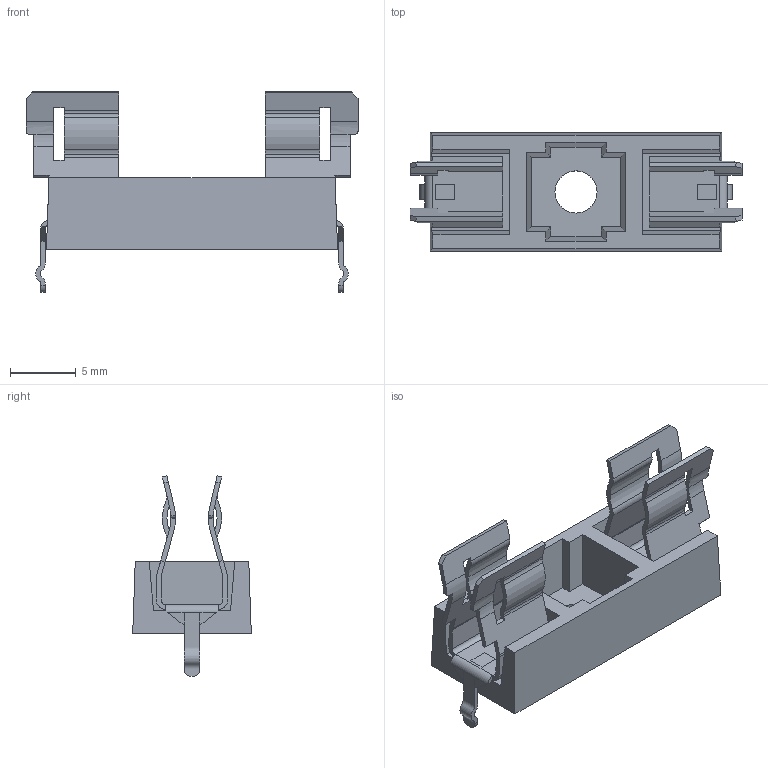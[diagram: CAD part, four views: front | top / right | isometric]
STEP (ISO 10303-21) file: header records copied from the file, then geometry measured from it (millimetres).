
FILE_DESCRIPTION(('FreeCAD Model'),'2;1');
FILE_NAME('Open CASCADE Shape Model','2023-08-30T15:00:00',(''),(''), 'Open CASCADE STEP processor 7.6','FreeCAD','Unknown');
FILE_SCHEMA(('AUTOMOTIVE_DESIGN { 1 0 10303 214 1 1 1 1 }'));
Length unit declared in the file: millimetre
Products named in the file (1): 4600001223
Bounding box: 25.2 x 9 x 15.2 mm (x, y, z)
Volume: 695.7 mm3; surface area: 1598 mm2
Topology: 3 solids, 3 shells, 221 faces, 2132 edges, 6166 vertices
Faces by surface type: plane 127, cylinder 78, bspline 16
Entity records: 28403 total; most frequent: CARTESIAN_POINT 10584, DIRECTION 2830, LINE 1434, VECTOR 1434, GEOMETRIC_CURVE_SET 1421, ORIENTED_EDGE 1416, TRIMMED_CURVE 1416, EDGE_CURVE 708
